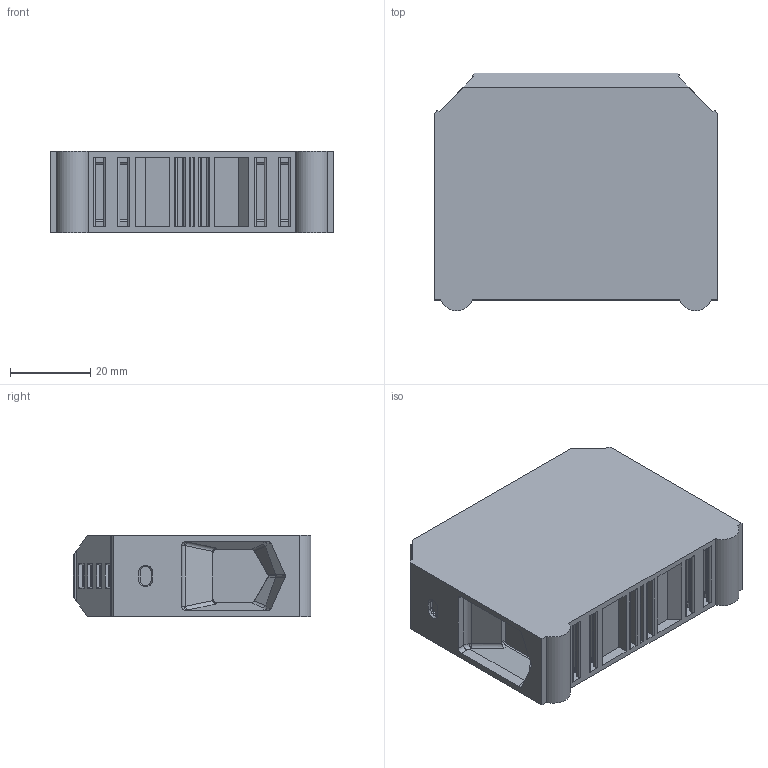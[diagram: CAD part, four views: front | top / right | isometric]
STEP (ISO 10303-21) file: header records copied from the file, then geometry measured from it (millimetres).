
FILE_DESCRIPTION(/* description */ (''),/* implementation_level */ '2;1');
FILE_NAME(/* name */ '1582_RK50_D_iso.stp',/* time_stamp */ '2011-07-26T08:39:32+02:00',/* author */ (''),/* organization */ (''),/* preprocessor_version */ 'ST-DEVELOPER v11',/* originating_system */ 'SIEMENS UGS NX 6.0',/* authorisation */ '');
FILE_SCHEMA (('CONFIG_CONTROL_DESIGN'));
Length unit declared in the file: millimetre
Products named in the file (1): 1582_RK50_D_iso
Bounding box: 70.5 x 59.2 x 20.2 mm (x, y, z)
Volume: 70338.6 mm3; surface area: 15883.2 mm2
Topology: 1 solids, 5 shells, 442 faces, 1163 edges, 756 vertices
Faces by surface type: plane 286, cylinder 136, torus 10, cone 6, bspline 4
Full cylindrical faces by diameter (mm): 2.75 x2, 2.95 x2, 8.5 x2
Entity records: 13677 total; most frequent: CARTESIAN_POINT 2496, DIRECTION 2323, ORIENTED_EDGE 2298, EDGE_CURVE 1149, LINE 833, VECTOR 833, VERTEX_POINT 752, AXIS2_PLACEMENT_3D 745
